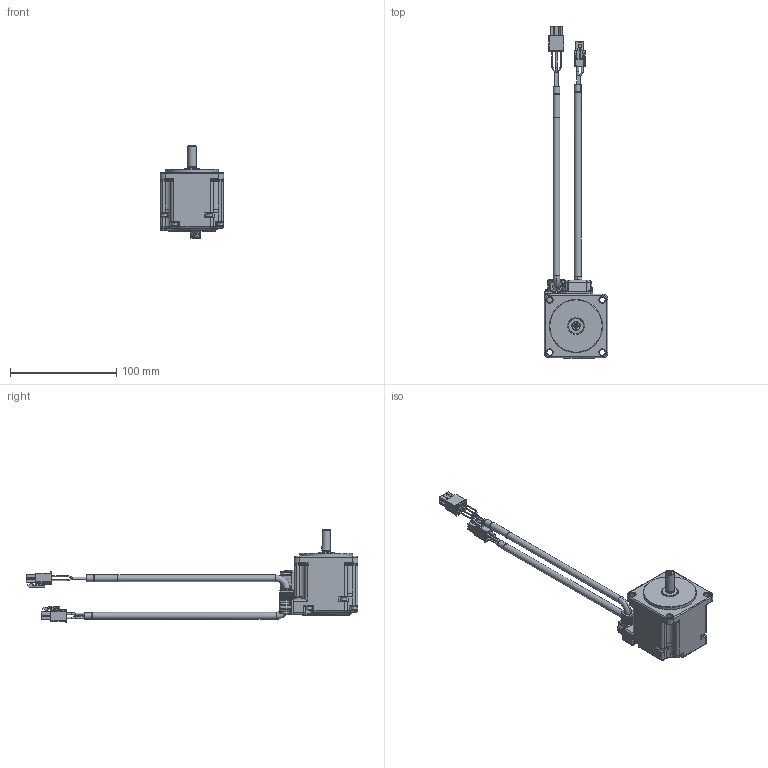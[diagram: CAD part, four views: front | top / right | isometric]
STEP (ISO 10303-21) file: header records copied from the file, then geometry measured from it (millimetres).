
FILE_DESCRIPTION( ('This file contains a STEP AP42 implementation' ,'as created by ZW3D STEP Interface translator.') ,'2;1' );
FILE_NAME( 'MQ010A-N2K.stp' ,'221117.10 020', (''), ('ZWCAD Software Co.'), 'Version 1.0', 'ZW3D to STEP translator', '' );
FILE_SCHEMA(('AUTOMOTIVE_DESIGN { 1 0 10303 214 1 1 1 1 }'));
Length unit declared in the file: millimetre
Products named in the file (1): 0
Bounding box: 60 x 312.95 x 86.98 mm (x, y, z)
Surface area: 43179.4 mm2 (no closed solid volume)
Topology: 0 solids, 1 shells, 2106 faces, 5697 edges, 3644 vertices
Faces by surface type: plane 1153, cylinder 694, cone 89, torus 70, bspline 51, sphere 49
Full cylindrical faces by diameter (mm): 0.98 x18, 1.76 x12, 2.5 x22, 2.6 x10, 3 x22, 3.1 x1, 3.5 x8, 4 x4, 4.8 x4, 5.4 x4, 5.8 x1, 6.2 x2, 6.3 x2, 6.5 x3, 7.4 x2, 8 x1, 8.5 x4, 8.6 x2, 9.4 x1, 9.8 x9, 10 x11, 11 x10, 11.2 x12, 14.9 x1, 15 x1, 15.4 x1, 35 x1, 50 x1
Entity records: 78239 total; most frequent: CARTESIAN_POINT 23481, ORIENTED_EDGE 11334, DIRECTION 10662, EDGE_CURVE 5670, VERTEX_POINT 3644, AXIS2_PLACEMENT_3D 3589, VECTOR 3484, LINE 3484
